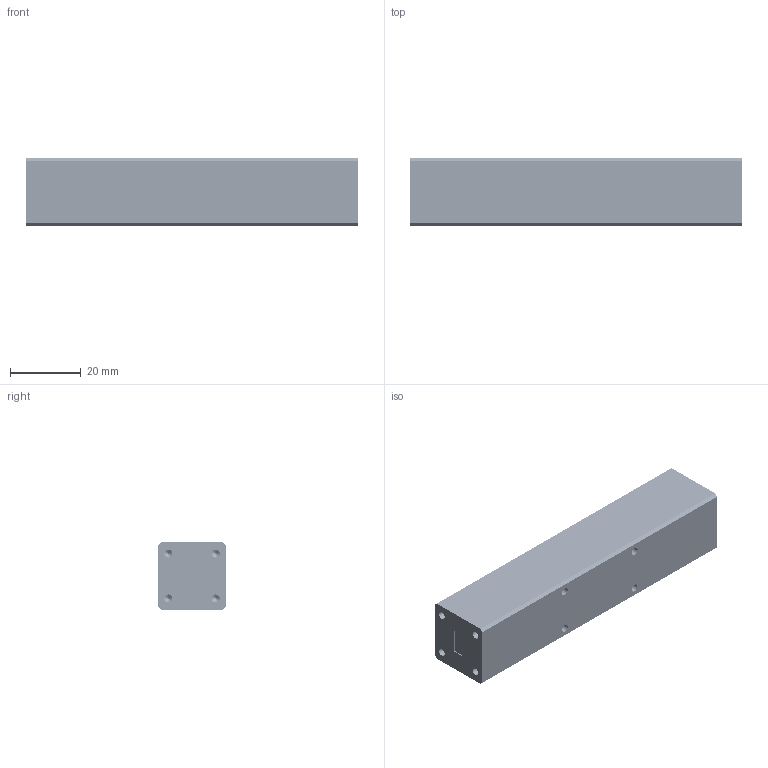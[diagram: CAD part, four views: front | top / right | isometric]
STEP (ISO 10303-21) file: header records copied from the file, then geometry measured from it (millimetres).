
FILE_DESCRIPTION (( 'STEP AP203' ), '1' );
FILE_NAME ('SWF-30305340-28-B1.STEP', '2018-01-18T01:45:59', ( '' ), ( '' ), 'SwSTEP 2.0', 'SolidWorks 2016', '' );
FILE_SCHEMA (( 'CONFIG_CONTROL_DESIGN' ));
Products named in the file (1): SWF-30305340-28-B1
Bounding box: 93.98 x 19.05 x 19.05 mm (x, y, z)
Volume: 32967 mm3; surface area: 20126.4 mm2
Topology: 50 solids, 50 shells, 2468 faces, 6444 edges, 4140 vertices
Faces by surface type: cylinder 1688, plane 396, cone 336, bspline 48
Entity records: 110661 total; most frequent: CARTESIAN_POINT 58869, ORIENTED_EDGE 12840, DIRECTION 8950, EDGE_CURVE 6420, VERTEX_POINT 4140, AXIS2_PLACEMENT_3D 3301, EDGE_LOOP 2604, FACE_OUTER_BOUND 2468
